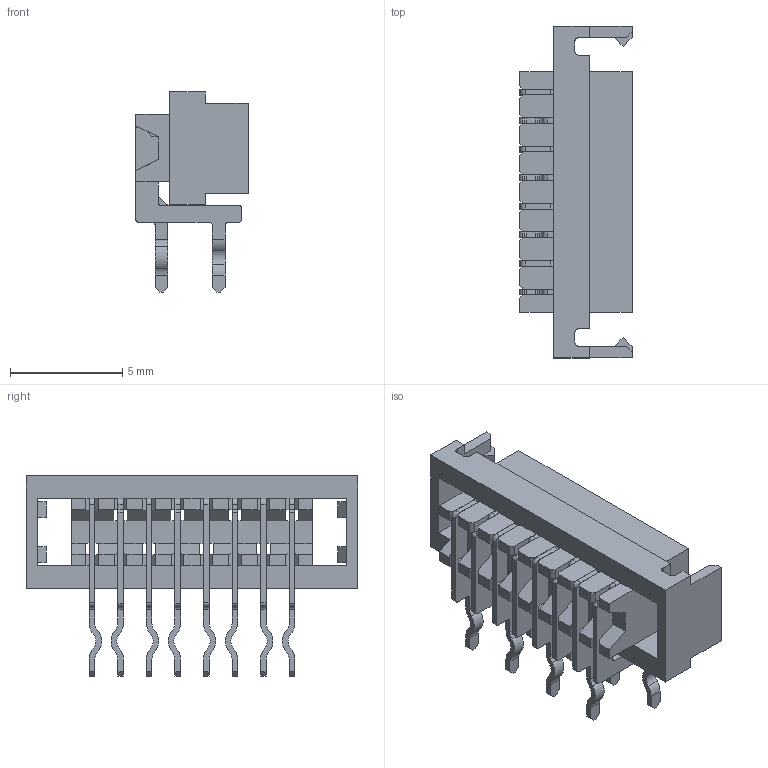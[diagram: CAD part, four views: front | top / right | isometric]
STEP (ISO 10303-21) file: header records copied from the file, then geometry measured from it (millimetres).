
FILE_DESCRIPTION(/* description */ ('Unknown'),/* implementation_level */ '2;1');
FILE_NAME(/* name */ 'J_Wurth_WR-MM_690368190872',/* time_stamp */ '2025-05-08T15:08:47+08:00',/* author */ ('Unknown'),/* organization */ ('Unknown'),/* preprocessor_version */ 'ST-DEVELOPER v19.4',/* originating_system */ 'Solid Edge',/* authorisation */ 'Unknown');
FILE_SCHEMA (('AUTOMOTIVE_DESIGN {1 0 10303 214 3 1 1}'));
Length unit declared in the file: millimetre
Products named in the file (2): J_Wurth_WR-MM_690368190872
Assembly tree (1 placements, depth 2):
  J_Wurth_WR-MM_690368190872
    J_Wurth_WR-MM_690368190872
Bounding box: 5 x 14.76 x 8.9 mm (x, y, z)
Volume: 223.9 mm3; surface area: 875.3 mm2
Topology: 9 solids, 9 shells, 789 faces, 2278 edges, 1496 vertices
Faces by surface type: plane 569, cylinder 220
Entity records: 25870 total; most frequent: CARTESIAN_POINT 4565, ORIENTED_EDGE 4556, DIRECTION 4300, EDGE_CURVE 2278, LINE 1838, VECTOR 1838, VERTEX_POINT 1496, AXIS2_PLACEMENT_3D 1231
